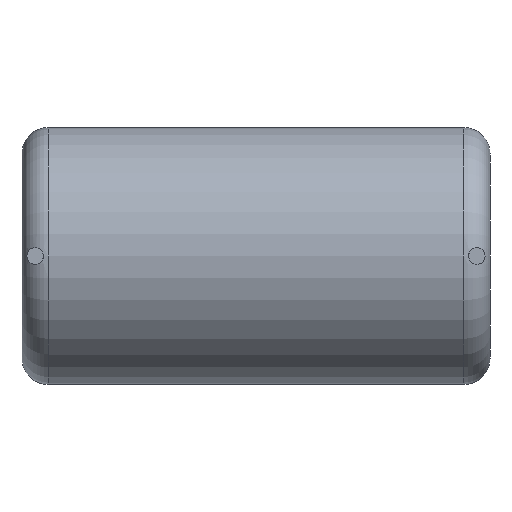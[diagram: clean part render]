
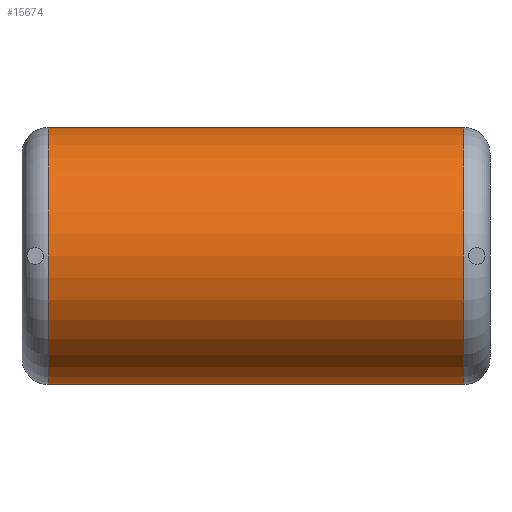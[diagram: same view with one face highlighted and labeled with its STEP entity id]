
A CAD part, front view. The second image highlights one B-rep face of the part: STEP entity #15674.
In plain terms, the highlighted cylindrical face has radius 7.35 mm (diameter 14.7 mm), a partial arc.
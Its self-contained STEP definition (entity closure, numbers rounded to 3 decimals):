
#41 = CARTESIAN_POINT ( 'NONE',  ( 13.375, -5.15, 0. ) ) ;
#121 = FACE_OUTER_BOUND ( 'NONE', #10641, .T. ) ;
#830 = CARTESIAN_POINT ( 'NONE',  ( -11.875, -5.15, -7.35 ) ) ;
#1387 = CARTESIAN_POINT ( 'NONE',  ( -11.875, -5.15, 7.35 ) ) ;
#2596 = EDGE_CURVE ( 'NONE', #12010, #7168, #12597, .T. ) ;
#3134 = EDGE_CURVE ( 'NONE', #12010, #5230, #4526, .T. ) ;
#3918 = EDGE_CURVE ( 'NONE', #10911, #5230, #6917, .T. ) ;
#4434 = DIRECTION ( 'NONE',  ( 1., 0., 0. ) ) ;
#4467 = ORIENTED_EDGE ( 'NONE', *, *, #3134, .F. ) ;
#4526 = LINE ( 'NONE', #7463, #10461 ) ;
#4530 = DIRECTION ( 'NONE',  ( 0., 0., -1. ) ) ;
#5230 = VERTEX_POINT ( 'NONE', #830 ) ;
#5819 = CARTESIAN_POINT ( 'NONE',  ( 11.875, -5.15, -7.35 ) ) ;
#6137 = DIRECTION ( 'NONE',  ( -1., 0., 0. ) ) ;
#6556 = DIRECTION ( 'NONE',  ( 0., 0., 1. ) ) ;
#6639 = DIRECTION ( 'NONE',  ( -1., 0., 0. ) ) ;
#6696 = DIRECTION ( 'NONE',  ( -1., 0., 0. ) ) ;
#6814 = CARTESIAN_POINT ( 'NONE',  ( 11.875, -5.15, 7.35 ) ) ;
#6856 = LINE ( 'NONE', #10962, #16238 ) ;
#6917 = CIRCLE ( 'NONE', #16422, 7.35 ) ;
#6934 = CARTESIAN_POINT ( 'NONE',  ( -11.875, -5.15, 0. ) ) ;
#7168 = VERTEX_POINT ( 'NONE', #6814 ) ;
#7463 = CARTESIAN_POINT ( 'NONE',  ( 13.375, -5.15, -7.35 ) ) ;
#7655 = ORIENTED_EDGE ( 'NONE', *, *, #2596, .T. ) ;
#9989 = ORIENTED_EDGE ( 'NONE', *, *, #12828, .T. ) ;
#10013 = DIRECTION ( 'NONE',  ( -1., 0., 0. ) ) ;
#10401 = AXIS2_PLACEMENT_3D ( 'NONE', #41, #6639, #6556 ) ;
#10461 = VECTOR ( 'NONE', #10013, 1000. ) ;
#10641 = EDGE_LOOP ( 'NONE', ( #9989, #10692, #4467, #7655 ) ) ;
#10692 = ORIENTED_EDGE ( 'NONE', *, *, #3918, .T. ) ;
#10704 = AXIS2_PLACEMENT_3D ( 'NONE', #12605, #6137, #11349 ) ;
#10911 = VERTEX_POINT ( 'NONE', #1387 ) ;
#10962 = CARTESIAN_POINT ( 'NONE',  ( 13.375, -5.15, 7.35 ) ) ;
#11349 = DIRECTION ( 'NONE',  ( 0., 0., -1. ) ) ;
#11689 = CYLINDRICAL_SURFACE ( 'NONE', #10401, 7.35 ) ;
#12010 = VERTEX_POINT ( 'NONE', #5819 ) ;
#12597 = CIRCLE ( 'NONE', #10704, 7.35 ) ;
#12605 = CARTESIAN_POINT ( 'NONE',  ( 11.875, -5.15, 0. ) ) ;
#12828 = EDGE_CURVE ( 'NONE', #7168, #10911, #6856, .T. ) ;
#15674 = ADVANCED_FACE ( 'NONE', ( #121 ), #11689, .T. ) ;
#16238 = VECTOR ( 'NONE', #6696, 1000. ) ;
#16422 = AXIS2_PLACEMENT_3D ( 'NONE', #6934, #4434, #4530 ) ;
